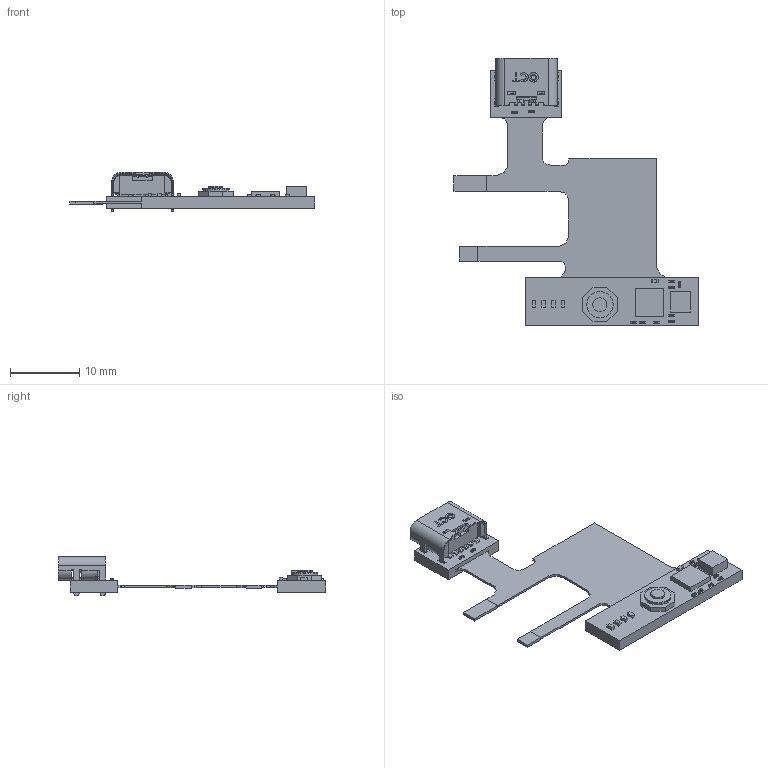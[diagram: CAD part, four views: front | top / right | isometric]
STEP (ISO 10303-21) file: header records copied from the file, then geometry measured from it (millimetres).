
FILE_DESCRIPTION(('Open CASCADE Model'),'2;1');
FILE_NAME('Open CASCADE Shape Model','2023-10-30T22:13:18',('Author'),( 'Open CASCADE'),'Open CASCADE STEP processor 7.5','Open CASCADE 7.5' ,'Unknown');
FILE_SCHEMA(('AUTOMOTIVE_DESIGN { 1 0 10303 214 1 1 1 1 }'));
Length unit declared in the file: millimetre
Products named in the file (51): PCB; Board; Open CASCADE STEP translator 7.5 2.1.1; Open CASCADE STEP translator 7.5 2.1.2; Open CASCADE STEP translator 7.5 2.1.3; Open CASCADE STEP translator 7.5 2.1.4; Open CASCADE STEP translator 7.5 2.1.5; R1; 6180920464; Extruded; 6180918784; R5; User Library-User Library-0201_Cap; R4; R3; R2; C6; C5; C4; C3; C2; C1; SW1; 6180924864; 6180927104; 6180921904; LED3; 6180926544; LED1; LED2; LED4; L1; 6180917984; J1; Conn_GCT_USB4125-GF-A-0190_eec; USB4125-GF-A-0190; 1; 2; 3; Open CASCADE STEP translator 7.5 2.19.1.1.3.1 ...
Assembly tree (63 placements, depth 6):
  PCB
    Board
      Open CASCADE STEP translator 7.5 2.1.1
      Open CASCADE STEP translator 7.5 2.1.2
      Open CASCADE STEP translator 7.5 2.1.3
      Open CASCADE STEP translator 7.5 2.1.4
      Open CASCADE STEP translator 7.5 2.1.5
    R1
      6180920464  x2
        Extruded
      6180918784
        Extruded
    R5
      User Library-User Library-0201_Cap
    R4
      User Library-User Library-0201_Cap
    R3
      User Library-User Library-0201_Cap
    R2
      User Library-User Library-0201_Cap
    C6
      User Library-User Library-0201_Cap
    C5
      User Library-User Library-0201_Cap
    C4
      User Library-User Library-0201_Cap
    C3
      User Library-User Library-0201_Cap
    C2
      User Library-User Library-0201_Cap
    C1
      User Library-User Library-0201_Cap
    SW1
      6180924864
        Extruded
      6180927104
        Extruded
      6180921904
        Extruded
    LED3
      6180926544
        Extruded
    LED1
      6180926544
        Extruded
    LED2
      6180926544
        Extruded
    LED4
      6180926544
        Extruded
    L1
      6180917984
        Extruded
    J1
      Conn_GCT_USB4125-GF-A-0190_eec
        USB4125-GF-A-0190
          1
          2
          3
Bounding box: 35.3 x 38.61 x 5.66 mm (x, y, z)
Volume: 613.3 mm3; surface area: 2104.4 mm2
Topology: 85 solids, 89 shells, 3815 faces, 9939 edges, 6516 vertices
Faces by surface type: plane 1896, bspline 1354, cylinder 383, sphere 160, cone 18, torus 4
Entity records: 42533 total; most frequent: CARTESIAN_POINT 10235, ORIENTED_EDGE 5850, DIRECTION 5102, EDGE_CURVE 2927, LINE 2174, VECTOR 2174, VERTEX_POINT 1896, AXIS2_PLACEMENT_3D 1464
